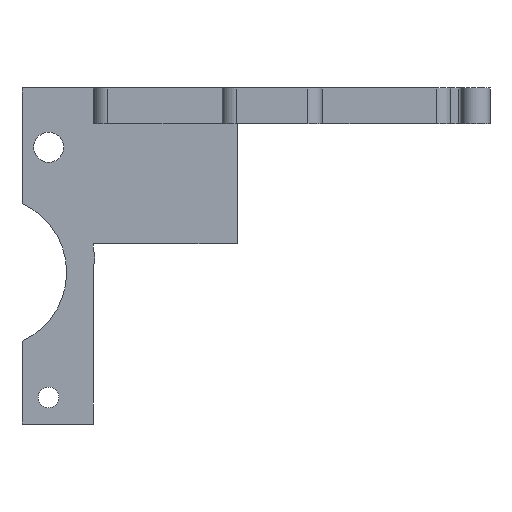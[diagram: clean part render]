
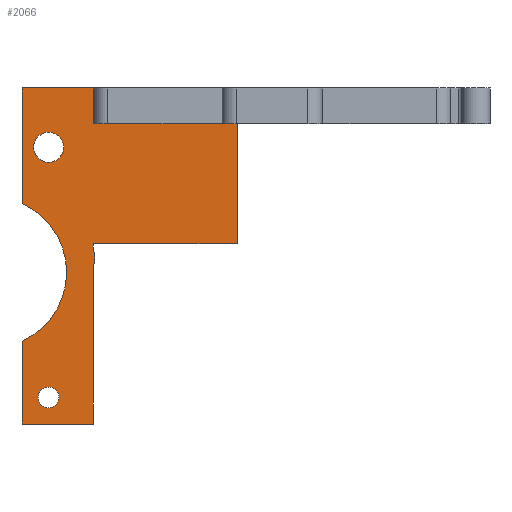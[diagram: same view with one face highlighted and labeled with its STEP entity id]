
A CAD part, front view. The second image highlights one B-rep face of the part: STEP entity #2066.
In plain terms, the highlighted planar face has unit normal (0, -1, 0).
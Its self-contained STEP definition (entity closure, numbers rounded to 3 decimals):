
#17=FACE_BOUND('',#224,.T.);
#18=FACE_BOUND('',#225,.T.);
#61=PLANE('',#2200);
#112=FACE_OUTER_BOUND('',#223,.T.);
#223=EDGE_LOOP('',(#1407,#1408,#1409,#1410,#1411,#1412,#1413,#1414,#1415,
#1416,#1417,#1418,#1419,#1420,#1421,#1422,#1423));
#224=EDGE_LOOP('',(#1424));
#225=EDGE_LOOP('',(#1425));
#369=CIRCLE('',#2192,10.531);
#374=CIRCLE('',#2201,4.55);
#375=CIRCLE('',#2202,2.1);
#376=CIRCLE('',#2203,1.45);
#501=LINE('',#3108,#689);
#505=LINE('',#3117,#693);
#507=LINE('',#3121,#695);
#508=LINE('',#3123,#696);
#509=LINE('',#3125,#697);
#510=LINE('',#3129,#698);
#511=LINE('',#3131,#699);
#512=LINE('',#3133,#700);
#513=LINE('',#3135,#701);
#514=LINE('',#3136,#702);
#515=LINE('',#3138,#703);
#516=LINE('',#3140,#704);
#517=LINE('',#3142,#705);
#518=LINE('',#3144,#706);
#519=LINE('',#3145,#707);
#689=VECTOR('',#2450,10.);
#693=VECTOR('',#2456,10.);
#695=VECTOR('',#2460,10.);
#696=VECTOR('',#2461,10.);
#697=VECTOR('',#2462,10.);
#698=VECTOR('',#2465,10.);
#699=VECTOR('',#2466,10.);
#700=VECTOR('',#2467,10.);
#701=VECTOR('',#2468,10.);
#702=VECTOR('',#2469,10.);
#703=VECTOR('',#2470,10.);
#704=VECTOR('',#2471,10.);
#705=VECTOR('',#2472,10.);
#706=VECTOR('',#2473,10.);
#707=VECTOR('',#2474,10.);
#867=VERTEX_POINT('',#3076);
#869=VERTEX_POINT('',#3079);
#881=VERTEX_POINT('',#3107);
#884=VERTEX_POINT('',#3114);
#885=VERTEX_POINT('',#3116);
#886=VERTEX_POINT('',#3120);
#887=VERTEX_POINT('',#3122);
#888=VERTEX_POINT('',#3124);
#889=VERTEX_POINT('',#3126);
#890=VERTEX_POINT('',#3128);
#891=VERTEX_POINT('',#3130);
#892=VERTEX_POINT('',#3132);
#893=VERTEX_POINT('',#3134);
#894=VERTEX_POINT('',#3137);
#895=VERTEX_POINT('',#3139);
#896=VERTEX_POINT('',#3141);
#897=VERTEX_POINT('',#3143);
#898=VERTEX_POINT('',#3146);
#899=VERTEX_POINT('',#3148);
#1074=EDGE_CURVE('',#869,#867,#369,.T.);
#1088=EDGE_CURVE('',#881,#869,#501,.T.);
#1092=EDGE_CURVE('',#885,#884,#505,.T.);
#1094=EDGE_CURVE('',#867,#886,#507,.T.);
#1095=EDGE_CURVE('',#886,#887,#508,.T.);
#1096=EDGE_CURVE('',#887,#888,#509,.T.);
#1097=EDGE_CURVE('',#888,#889,#374,.T.);
#1098=EDGE_CURVE('',#889,#890,#510,.T.);
#1099=EDGE_CURVE('',#890,#891,#511,.T.);
#1100=EDGE_CURVE('',#891,#892,#512,.T.);
#1101=EDGE_CURVE('',#893,#892,#513,.T.);
#1102=EDGE_CURVE('',#893,#885,#514,.T.);
#1103=EDGE_CURVE('',#884,#894,#515,.T.);
#1104=EDGE_CURVE('',#895,#894,#516,.T.);
#1105=EDGE_CURVE('',#896,#895,#517,.T.);
#1106=EDGE_CURVE('',#897,#896,#518,.T.);
#1107=EDGE_CURVE('',#897,#881,#519,.T.);
#1108=EDGE_CURVE('',#898,#898,#375,.T.);
#1109=EDGE_CURVE('',#899,#899,#376,.T.);
#1407=ORIENTED_EDGE('',*,*,#1074,.T.);
#1408=ORIENTED_EDGE('',*,*,#1094,.T.);
#1409=ORIENTED_EDGE('',*,*,#1095,.T.);
#1410=ORIENTED_EDGE('',*,*,#1096,.T.);
#1411=ORIENTED_EDGE('',*,*,#1097,.T.);
#1412=ORIENTED_EDGE('',*,*,#1098,.T.);
#1413=ORIENTED_EDGE('',*,*,#1099,.T.);
#1414=ORIENTED_EDGE('',*,*,#1100,.T.);
#1415=ORIENTED_EDGE('',*,*,#1101,.F.);
#1416=ORIENTED_EDGE('',*,*,#1102,.T.);
#1417=ORIENTED_EDGE('',*,*,#1092,.T.);
#1418=ORIENTED_EDGE('',*,*,#1103,.T.);
#1419=ORIENTED_EDGE('',*,*,#1104,.F.);
#1420=ORIENTED_EDGE('',*,*,#1105,.F.);
#1421=ORIENTED_EDGE('',*,*,#1106,.F.);
#1422=ORIENTED_EDGE('',*,*,#1107,.T.);
#1423=ORIENTED_EDGE('',*,*,#1088,.T.);
#1424=ORIENTED_EDGE('',*,*,#1108,.T.);
#1425=ORIENTED_EDGE('',*,*,#1109,.T.);
#2066=ADVANCED_FACE('',(#112,#17,#18),#61,.T.);
#2192=AXIS2_PLACEMENT_3D('',#3080,#2427,#2428);
#2200=AXIS2_PLACEMENT_3D('',#3119,#2458,#2459);
#2201=AXIS2_PLACEMENT_3D('',#3127,#2463,#2464);
#2202=AXIS2_PLACEMENT_3D('',#3147,#2475,#2476);
#2203=AXIS2_PLACEMENT_3D('',#3149,#2477,#2478);
#2427=DIRECTION('center_axis',(0.,1.,0.));
#2428=DIRECTION('ref_axis',(-1.,0.,0.));
#2450=DIRECTION('',(0.,0.,-1.));
#2456=DIRECTION('',(0.,0.,1.));
#2458=DIRECTION('center_axis',(0.,-1.,0.));
#2459=DIRECTION('ref_axis',(0.,0.,-1.));
#2460=DIRECTION('',(0.,0.,-1.));
#2461=DIRECTION('',(1.,0.,0.));
#2462=DIRECTION('',(0.,0.,1.));
#2463=DIRECTION('center_axis',(0.,-1.,0.));
#2464=DIRECTION('ref_axis',(-1.,0.,0.));
#2465=DIRECTION('',(0.,0.,1.));
#2466=DIRECTION('',(1.,0.,0.));
#2467=DIRECTION('',(0.,0.,1.));
#2468=DIRECTION('',(1.,0.,0.));
#2469=DIRECTION('',(-1.,0.,0.));
#2470=DIRECTION('',(-1.,0.,0.));
#2471=DIRECTION('',(0.,0.,1.));
#2472=DIRECTION('',(1.,0.,0.));
#2473=DIRECTION('',(0.,0.,-1.));
#2474=DIRECTION('',(-1.,0.,0.));
#2475=DIRECTION('center_axis',(0.,1.,0.));
#2476=DIRECTION('ref_axis',(-1.,0.,0.));
#2477=DIRECTION('center_axis',(0.,1.,0.));
#2478=DIRECTION('ref_axis',(-1.,0.,0.));
#3076=CARTESIAN_POINT('',(-50.205,30.205,-35.422));
#3079=CARTESIAN_POINT('',(-50.205,30.205,-16.178));
#3080=CARTESIAN_POINT('Origin',(-54.485,30.205,-25.8));
#3107=CARTESIAN_POINT('',(-50.205,30.205,0.));
#3108=CARTESIAN_POINT('',(-50.205,30.205,0.));
#3114=CARTESIAN_POINT('',(-38.205,30.205,0.));
#3116=CARTESIAN_POINT('',(-38.205,30.205,-5.));
#3117=CARTESIAN_POINT('',(-38.205,30.205,-5.));
#3119=CARTESIAN_POINT('Origin',(-45.205,30.205,-26.015));
#3120=CARTESIAN_POINT('',(-50.205,30.205,-47.03));
#3121=CARTESIAN_POINT('',(-50.205,30.205,0.));
#3122=CARTESIAN_POINT('',(-40.205,30.205,-47.03));
#3123=CARTESIAN_POINT('',(-40.205,30.205,-47.03));
#3124=CARTESIAN_POINT('',(-40.205,30.205,-25.04));
#3125=CARTESIAN_POINT('',(-40.205,30.205,-5.));
#3126=CARTESIAN_POINT('',(-40.205,30.205,-22.56));
#3127=CARTESIAN_POINT('Origin',(-44.583,30.205,-23.8));
#3128=CARTESIAN_POINT('',(-40.205,30.205,-21.8));
#3129=CARTESIAN_POINT('',(-40.205,30.205,-5.));
#3130=CARTESIAN_POINT('',(-20.086,30.205,-21.8));
#3131=CARTESIAN_POINT('',(-20.086,30.205,-21.8));
#3132=CARTESIAN_POINT('',(-20.086,30.205,-5.));
#3133=CARTESIAN_POINT('',(-20.086,30.205,-5.));
#3134=CARTESIAN_POINT('',(-33.556,30.205,-5.));
#3135=CARTESIAN_POINT('',(-29.743,30.205,-5.));
#3136=CARTESIAN_POINT('',(-40.205,30.205,-5.));
#3137=CARTESIAN_POINT('',(-38.455,30.205,0.));
#3138=CARTESIAN_POINT('',(-38.205,30.205,0.));
#3139=CARTESIAN_POINT('',(-38.455,30.205,-5.));
#3140=CARTESIAN_POINT('',(-38.455,30.205,114.313));
#3141=CARTESIAN_POINT('',(-40.205,30.205,-5.));
#3142=CARTESIAN_POINT('',(-29.743,30.205,-5.));
#3143=CARTESIAN_POINT('',(-40.205,30.205,0.));
#3144=CARTESIAN_POINT('',(-40.205,30.205,-13.008));
#3145=CARTESIAN_POINT('',(-38.205,30.205,0.));
#3146=CARTESIAN_POINT('',(-44.385,30.205,-8.3));
#3147=CARTESIAN_POINT('Origin',(-46.485,30.205,-8.3));
#3148=CARTESIAN_POINT('',(-45.035,30.205,-43.3));
#3149=CARTESIAN_POINT('Origin',(-46.485,30.205,-43.3));
